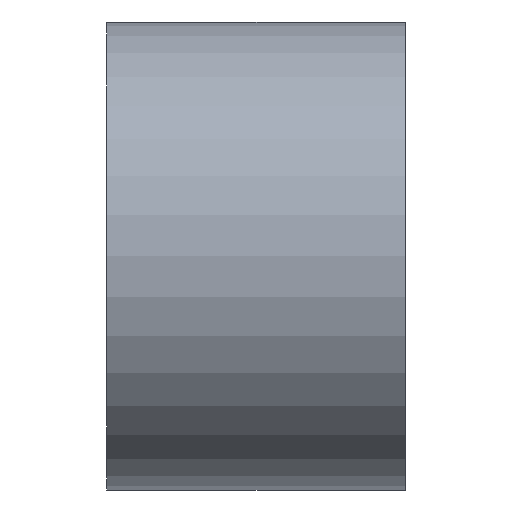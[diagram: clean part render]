
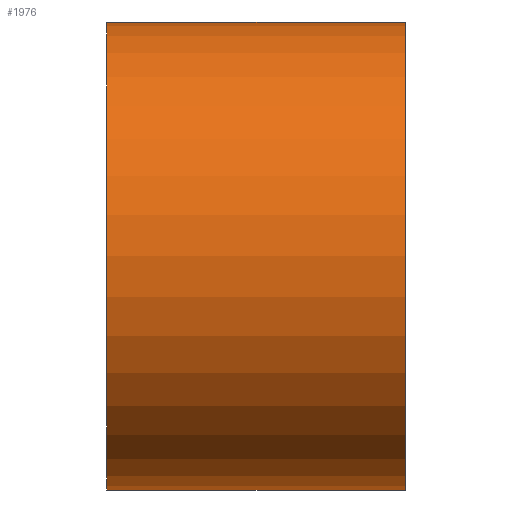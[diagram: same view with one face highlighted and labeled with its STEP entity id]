
A CAD part, left-side view. The second image highlights one B-rep face of the part: STEP entity #1976.
In plain terms, the highlighted cylindrical face has radius 4.693 mm (diameter 9.385 mm), a partial arc.
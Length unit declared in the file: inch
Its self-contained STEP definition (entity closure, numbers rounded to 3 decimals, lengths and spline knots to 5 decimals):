
#38 = CYLINDRICAL_SURFACE ( 'NONE', #1093, 0.18475 ) ;
#196 = VERTEX_POINT ( 'NONE', #539 ) ;
#199 = EDGE_LOOP ( 'NONE', ( #1491, #1916, #559, #244 ) ) ;
#244 = ORIENTED_EDGE ( 'NONE', *, *, #1839, .T. ) ;
#282 = AXIS2_PLACEMENT_3D ( 'NONE', #2199, #2091, #2210 ) ;
#426 = DIRECTION ( 'NONE',  ( 0., -1., 0. ) ) ;
#507 = EDGE_CURVE ( 'NONE', #670, #1464, #1493, .T. ) ;
#539 = CARTESIAN_POINT ( 'NONE',  ( 0., 0., -0.18475 ) ) ;
#559 = ORIENTED_EDGE ( 'NONE', *, *, #562, .T. ) ;
#562 = EDGE_CURVE ( 'NONE', #670, #196, #1374, .T. ) ;
#670 = VERTEX_POINT ( 'NONE', #1104 ) ;
#772 = CARTESIAN_POINT ( 'NONE',  ( 0., 0., 0. ) ) ;
#879 = VERTEX_POINT ( 'NONE', #1720 ) ;
#905 = VECTOR ( 'NONE', #426, 39.37008 ) ;
#957 = DIRECTION ( 'NONE',  ( 0., 0., 1. ) ) ;
#962 = CARTESIAN_POINT ( 'NONE',  ( 0., 0.236, 0.18475 ) ) ;
#1004 = FACE_OUTER_BOUND ( 'NONE', #199, .T. ) ;
#1015 = DIRECTION ( 'NONE',  ( 0., -1., 0. ) ) ;
#1062 = EDGE_CURVE ( 'NONE', #1464, #879, #2348, .T. ) ;
#1093 = AXIS2_PLACEMENT_3D ( 'NONE', #2100, #1015, #2280 ) ;
#1104 = CARTESIAN_POINT ( 'NONE',  ( 0., 0.236, -0.18475 ) ) ;
#1261 = CARTESIAN_POINT ( 'NONE',  ( 0., 0.236, -0.18475 ) ) ;
#1344 = CIRCLE ( 'NONE', #1754, 0.18475 ) ;
#1374 = LINE ( 'NONE', #1261, #2278 ) ;
#1442 = DIRECTION ( 'NONE',  ( 0., -1., 0. ) ) ;
#1464 = VERTEX_POINT ( 'NONE', #1867 ) ;
#1491 = ORIENTED_EDGE ( 'NONE', *, *, #1062, .F. ) ;
#1493 = CIRCLE ( 'NONE', #282, 0.18475 ) ;
#1720 = CARTESIAN_POINT ( 'NONE',  ( 0., 0., 0.18475 ) ) ;
#1754 = AXIS2_PLACEMENT_3D ( 'NONE', #772, #2041, #957 ) ;
#1839 = EDGE_CURVE ( 'NONE', #196, #879, #1344, .T. ) ;
#1867 = CARTESIAN_POINT ( 'NONE',  ( 0., 0.236, 0.18475 ) ) ;
#1916 = ORIENTED_EDGE ( 'NONE', *, *, #507, .F. ) ;
#1976 = ADVANCED_FACE ( 'NONE', ( #1004 ), #38, .T. ) ;
#2041 = DIRECTION ( 'NONE',  ( 0., 1., 0. ) ) ;
#2091 = DIRECTION ( 'NONE',  ( 0., 1., 0. ) ) ;
#2100 = CARTESIAN_POINT ( 'NONE',  ( 0., 0.236, 0. ) ) ;
#2199 = CARTESIAN_POINT ( 'NONE',  ( 0., 0.236, 0. ) ) ;
#2210 = DIRECTION ( 'NONE',  ( 0., 0., 1. ) ) ;
#2278 = VECTOR ( 'NONE', #1442, 39.37008 ) ;
#2280 = DIRECTION ( 'NONE',  ( 0., 0., -1. ) ) ;
#2348 = LINE ( 'NONE', #962, #905 ) ;
